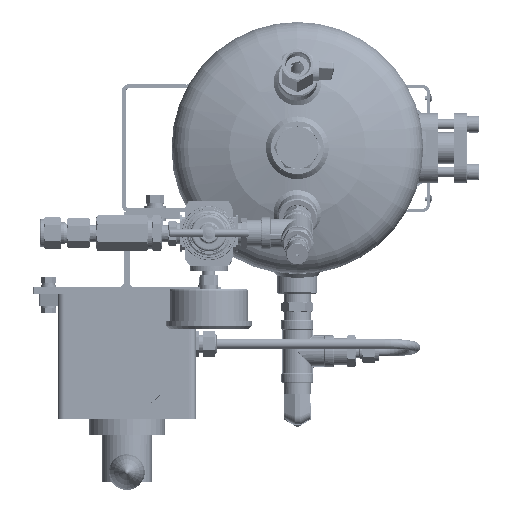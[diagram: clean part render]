
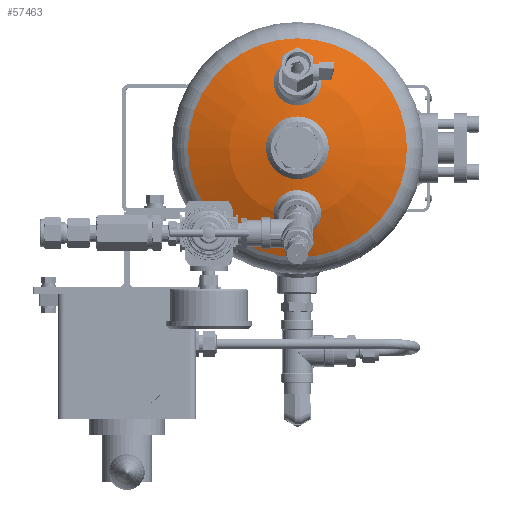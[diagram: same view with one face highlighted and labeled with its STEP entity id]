
A CAD part, top view. The second image highlights one B-rep face of the part: STEP entity #57463.
In plain terms, the highlighted spherical face has radius 202.3 mm.
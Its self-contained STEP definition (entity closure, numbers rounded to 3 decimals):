
#600=SPHERICAL_SURFACE('',#68276,202.3);
#11377=CIRCLE('',#68271,15.);
#11381=CIRCLE('',#68277,15.);
#11382=CIRCLE('',#68278,87.326);
#11383=CIRCLE('',#68279,20.);
#13781=ORIENTED_EDGE('',*,*,#30663,.T.);
#13782=ORIENTED_EDGE('',*,*,#30667,.T.);
#13783=ORIENTED_EDGE('',*,*,#30668,.F.);
#13784=ORIENTED_EDGE('',*,*,#30669,.F.);
#30663=EDGE_CURVE('',#39169,#39169,#11377,.T.);
#30667=EDGE_CURVE('',#39173,#39173,#11381,.T.);
#30668=EDGE_CURVE('',#39174,#39174,#11382,.T.);
#30669=EDGE_CURVE('',#39175,#39175,#11383,.F.);
#39169=VERTEX_POINT('',#90242);
#39173=VERTEX_POINT('',#90252);
#39174=VERTEX_POINT('',#90254);
#39175=VERTEX_POINT('',#90256);
#47557=EDGE_LOOP('',(#13781));
#47558=EDGE_LOOP('',(#13782));
#47559=EDGE_LOOP('',(#13783));
#47560=EDGE_LOOP('',(#13784));
#52122=FACE_BOUND('',#47557,.T.);
#52123=FACE_BOUND('',#47558,.T.);
#52124=FACE_BOUND('',#47559,.T.);
#52125=FACE_BOUND('',#47560,.T.);
#57463=ADVANCED_FACE('',(#52122,#52123,#52124,#52125),#600,.T.);
#68271=AXIS2_PLACEMENT_3D('',#90241,#74523,#74524);
#68276=AXIS2_PLACEMENT_3D('',#90250,#74533,#74534);
#68277=AXIS2_PLACEMENT_3D('',#90251,#74535,#74536);
#68278=AXIS2_PLACEMENT_3D('',#90253,#74537,#74538);
#68279=AXIS2_PLACEMENT_3D('',#90255,#74539,#74540);
#74523=DIRECTION('',(0.259,0.,-0.966));
#74524=DIRECTION('',(0.966,0.,0.259));
#74533=DIRECTION('',(0.,0.,-1.));
#74534=DIRECTION('',(1.,0.,0.));
#74535=DIRECTION('',(-0.259,0.,-0.966));
#74536=DIRECTION('',(-0.966,0.,0.259));
#74537=DIRECTION('',(0.,0.,-1.));
#74538=DIRECTION('',(-1.,0.,0.));
#74539=DIRECTION('',(0.,0.,-1.));
#74540=DIRECTION('',(-1.,0.,0.));
#90241=CARTESIAN_POINT('',(-52.215,0.,46.028));
#90242=CARTESIAN_POINT('',(-37.726,0.,49.911));
#90250=CARTESIAN_POINT('',(0.,0.,-148.841));
#90251=CARTESIAN_POINT('',(52.215,0.,46.028));
#90252=CARTESIAN_POINT('',(37.726,0.,49.911));
#90253=CARTESIAN_POINT('',(0.,0.,33.641));
#90254=CARTESIAN_POINT('',(-87.326,0.,33.641));
#90255=CARTESIAN_POINT('',(0.,0.,52.468));
#90256=CARTESIAN_POINT('',(-20.,0.,52.468));
